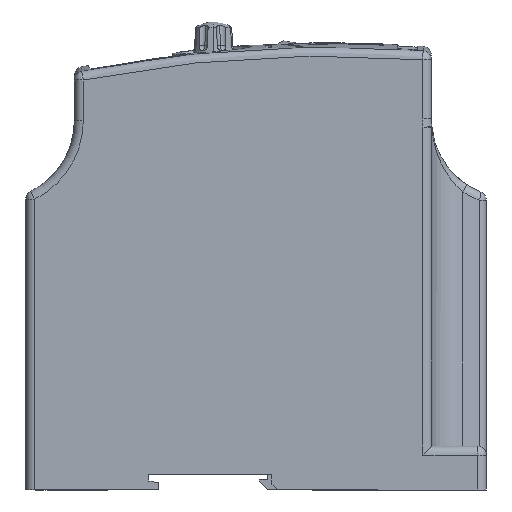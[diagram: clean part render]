
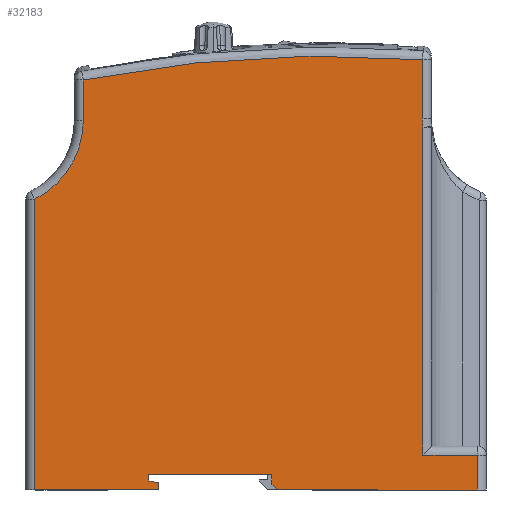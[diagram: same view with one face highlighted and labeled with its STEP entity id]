
A CAD part, left-side view. The second image highlights one B-rep face of the part: STEP entity #32183.
In plain terms, the highlighted planar face has unit normal (-1, 0, 0).
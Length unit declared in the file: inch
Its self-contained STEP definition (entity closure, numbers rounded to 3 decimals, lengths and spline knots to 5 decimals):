
#69 = CARTESIAN_POINT ( 'NONE',  ( -1.34, 2.5, 0.65815 ) ) ;
#259 = CARTESIAN_POINT ( 'NONE',  ( -1.34, -1.58278, -3.78851 ) ) ;
#403 = VERTEX_POINT ( 'NONE', #37544 ) ;
#579 = VECTOR ( 'NONE', #35452, 39.37008 ) ;
#656 = VERTEX_POINT ( 'NONE', #69 ) ;
#935 = DIRECTION ( 'NONE',  ( 0., 0., 1. ) ) ;
#2453 = CARTESIAN_POINT ( 'NONE',  ( -1.34, -1.23958, 2.28327 ) ) ;
#2608 = EDGE_CURVE ( 'NONE', #21808, #26737, #41231, .T. ) ;
#2674 = VERTEX_POINT ( 'NONE', #36765 ) ;
#2794 = ORIENTED_EDGE ( 'NONE', *, *, #37062, .F. ) ;
#3275 = B_SPLINE_CURVE_WITH_KNOTS ( 'NONE', 3,
 ( #23855, #2453, #6031, #31017, #9622, #34592 ),
 .UNSPECIFIED., .F., .F.,
 ( 4, 2, 4 ),
 ( 0.00254, 0.05138, 0.10022 ),
 .UNSPECIFIED. ) ;
#3523 = LINE ( 'NONE', #39435, #21382 ) ;
#3678 = LINE ( 'NONE', #17928, #40543 ) ;
#3776 = DIRECTION ( 'NONE',  ( 0., 0., 1. ) ) ;
#4655 = VECTOR ( 'NONE', #41488, 39.37008 ) ;
#5404 = CARTESIAN_POINT ( 'NONE',  ( -1.34, 1.21, -2.625 ) ) ;
#5816 = EDGE_CURVE ( 'NONE', #2674, #18565, #3275, .T. ) ;
#6031 = CARTESIAN_POINT ( 'NONE',  ( -1.34, -0.59864, 2.28869 ) ) ;
#6197 = DIRECTION ( 'NONE',  ( 0., 0., -1. ) ) ;
#6495 = ORIENTED_EDGE ( 'NONE', *, *, #32375, .T. ) ;
#6562 = AXIS2_PLACEMENT_3D ( 'NONE', #34341, #12929, #37895 ) ;
#6587 = CARTESIAN_POINT ( 'NONE',  ( -1.34, -2.5, -2.625 ) ) ;
#7195 = VERTEX_POINT ( 'NONE', #46007 ) ;
#7762 = LINE ( 'NONE', #38421, #26784 ) ;
#7863 = ORIENTED_EDGE ( 'NONE', *, *, #5816, .T. ) ;
#8006 = CARTESIAN_POINT ( 'NONE',  ( -1.34, 1.09724, -2.5449 ) ) ;
#8084 = CARTESIAN_POINT ( 'NONE',  ( -1.34, -2.5, -2.625 ) ) ;
#8646 = VECTOR ( 'NONE', #37139, 39.37008 ) ;
#9590 = ORIENTED_EDGE ( 'NONE', *, *, #22195, .T. ) ;
#9622 = CARTESIAN_POINT ( 'NONE',  ( -1.34, 1.32002, 2.13005 ) ) ;
#9726 = VERTEX_POINT ( 'NONE', #6587 ) ;
#9979 = VERTEX_POINT ( 'NONE', #8006 ) ;
#10446 = LINE ( 'NONE', #35215, #29477 ) ;
#10463 = CARTESIAN_POINT ( 'NONE',  ( -1.34, 1.95, -2.625 ) ) ;
#12149 = VERTEX_POINT ( 'NONE', #40164 ) ;
#12878 = LINE ( 'NONE', #41846, #38000 ) ;
#12929 = DIRECTION ( 'NONE',  ( 1., 0., 0. ) ) ;
#12995 = DIRECTION ( 'NONE',  ( 1., 0., 0. ) ) ;
#13147 = VECTOR ( 'NONE', #28765, 39.37008 ) ;
#14287 = ORIENTED_EDGE ( 'NONE', *, *, #31839, .T. ) ;
#14500 = DIRECTION ( 'NONE',  ( 0., 1., 0. ) ) ;
#14555 = EDGE_LOOP ( 'NONE', ( #19353, #29000, #2794, #6495, #14287, #22444, #27948, #15450, #7863, #17810, #37982, #32221, #26537, #19196, #33350, #43094, #9590 ) ) ;
#14570 = CARTESIAN_POINT ( 'NONE',  ( -1.34, 2.6, -2.625 ) ) ;
#14787 = EDGE_CURVE ( 'NONE', #9979, #27215, #12878, .T. ) ;
#14819 = EDGE_CURVE ( 'NONE', #18565, #42219, #27922, .T. ) ;
#15450 = ORIENTED_EDGE ( 'NONE', *, *, #43102, .T. ) ;
#15556 = EDGE_CURVE ( 'NONE', #27215, #39044, #41742, .T. ) ;
#15723 = CARTESIAN_POINT ( 'NONE',  ( -1.34, -1.88, -2.625 ) ) ;
#15871 = DIRECTION ( 'NONE',  ( 1., 0., 0. ) ) ;
#16491 = CARTESIAN_POINT ( 'NONE',  ( -1.34, -1.88456, 1.12931 ) ) ;
#17615 = AXIS2_PLACEMENT_3D ( 'NONE', #37298, #15871, #40886 ) ;
#17749 = VECTOR ( 'NONE', #6197, 39.37008 ) ;
#17750 = CIRCLE ( 'NONE', #22211, 0.99 ) ;
#17810 = ORIENTED_EDGE ( 'NONE', *, *, #14819, .T. ) ;
#17928 = CARTESIAN_POINT ( 'NONE',  ( -1.34, 1.09724, -2.625 ) ) ;
#18565 = VERTEX_POINT ( 'NONE', #19871 ) ;
#19196 = ORIENTED_EDGE ( 'NONE', *, *, #29848, .T. ) ;
#19353 = ORIENTED_EDGE ( 'NONE', *, *, #41982, .T. ) ;
#19871 = CARTESIAN_POINT ( 'NONE',  ( -1.34, 1.95, 2.00482 ) ) ;
#20905 = CARTESIAN_POINT ( 'NONE',  ( -1.34, 1.21, -2.52377 ) ) ;
#21204 = EDGE_CURVE ( 'NONE', #7195, #403, #21503, .T. ) ;
#21382 = VECTOR ( 'NONE', #14500, 39.37008 ) ;
#21503 = LINE ( 'NONE', #14570, #13147 ) ;
#21808 = VERTEX_POINT ( 'NONE', #35588 ) ;
#21839 = LINE ( 'NONE', #8084, #31355 ) ;
#22195 = EDGE_CURVE ( 'NONE', #39044, #42314, #41490, .T. ) ;
#22211 = AXIS2_PLACEMENT_3D ( 'NONE', #34391, #12995, #37960 ) ;
#22444 = ORIENTED_EDGE ( 'NONE', *, *, #33700, .T. ) ;
#22984 = VERTEX_POINT ( 'NONE', #28284 ) ;
#23855 = CARTESIAN_POINT ( 'NONE',  ( -1.34, -1.88, 2.23409 ) ) ;
#24120 = DIRECTION ( 'NONE',  ( 0., 0.983, 0.184 ) ) ;
#24989 = VECTOR ( 'NONE', #27298, 39.37008 ) ;
#26478 = CARTESIAN_POINT ( 'NONE',  ( -1.34, -0.18, -2.45 ) ) ;
#26537 = ORIENTED_EDGE ( 'NONE', *, *, #21204, .F. ) ;
#26737 = VERTEX_POINT ( 'NONE', #43453 ) ;
#26784 = VECTOR ( 'NONE', #30956, 39.37008 ) ;
#26813 = DIRECTION ( 'NONE',  ( 0., 0., 1. ) ) ;
#27215 = VERTEX_POINT ( 'NONE', #20905 ) ;
#27298 = DIRECTION ( 'NONE',  ( 0., 0., 1. ) ) ;
#27625 = LINE ( 'NONE', #15723, #8646 ) ;
#27922 = LINE ( 'NONE', #10463, #579 ) ;
#27948 = ORIENTED_EDGE ( 'NONE', *, *, #38879, .T. ) ;
#28284 = CARTESIAN_POINT ( 'NONE',  ( -1.34, -2.5, -2.23 ) ) ;
#28765 = DIRECTION ( 'NONE',  ( 0., 1., 0. ) ) ;
#28782 = DIRECTION ( 'NONE',  ( 0., -0.753, -0.658 ) ) ;
#29000 = ORIENTED_EDGE ( 'NONE', *, *, #2608, .T. ) ;
#29472 = CARTESIAN_POINT ( 'NONE',  ( -1.34, -1.88456, -2.23 ) ) ;
#29477 = VECTOR ( 'NONE', #38651, 39.37008 ) ;
#29848 = EDGE_CURVE ( 'NONE', #7195, #9979, #3678, .T. ) ;
#30956 = DIRECTION ( 'NONE',  ( 0., 1., 0. ) ) ;
#31017 = CARTESIAN_POINT ( 'NONE',  ( -1.34, 0.6843, 2.21189 ) ) ;
#31187 = CARTESIAN_POINT ( 'NONE',  ( -1.34, 2.5, -2.625 ) ) ;
#31355 = VECTOR ( 'NONE', #935, 39.37008 ) ;
#31760 = VECTOR ( 'NONE', #28782, 39.37008 ) ;
#31839 = EDGE_CURVE ( 'NONE', #22984, #32374, #3523, .T. ) ;
#32183 = ADVANCED_FACE ( 'NONE', ( #40877 ), #41329, .F. ) ;
#32221 = ORIENTED_EDGE ( 'NONE', *, *, #39793, .T. ) ;
#32259 = VECTOR ( 'NONE', #26813, 39.37008 ) ;
#32374 = VERTEX_POINT ( 'NONE', #29472 ) ;
#32375 = EDGE_CURVE ( 'NONE', #9726, #22984, #21839, .T. ) ;
#33225 = EDGE_CURVE ( 'NONE', #42219, #656, #17750, .T. ) ;
#33350 = ORIENTED_EDGE ( 'NONE', *, *, #14787, .T. ) ;
#33700 = EDGE_CURVE ( 'NONE', #32374, #45992, #34477, .T. ) ;
#34188 = CARTESIAN_POINT ( 'NONE',  ( -1.34, -2.6, -2.45 ) ) ;
#34341 = CARTESIAN_POINT ( 'NONE',  ( -1.34, -2.6, -2.625 ) ) ;
#34391 = CARTESIAN_POINT ( 'NONE',  ( -1.34, 2.94, 1.545 ) ) ;
#34477 = LINE ( 'NONE', #16491, #24989 ) ;
#34592 = CARTESIAN_POINT ( 'NONE',  ( -1.34, 1.95, 2.00482 ) ) ;
#35215 = CARTESIAN_POINT ( 'NONE',  ( -1.34, -0.18, -2.625 ) ) ;
#35452 = DIRECTION ( 'NONE',  ( 0., 0., -1. ) ) ;
#35588 = CARTESIAN_POINT ( 'NONE',  ( -1.34, -0.18, -2.5621 ) ) ;
#36765 = CARTESIAN_POINT ( 'NONE',  ( -1.34, -1.88, 2.23409 ) ) ;
#36769 = CARTESIAN_POINT ( 'NONE',  ( -1.34, 1.95, 1.545 ) ) ;
#37062 = EDGE_CURVE ( 'NONE', #9726, #26737, #7762, .T. ) ;
#37139 = DIRECTION ( 'NONE',  ( 0., 0., 1. ) ) ;
#37298 = CARTESIAN_POINT ( 'NONE',  ( -1.34, -2.87, 1.565 ) ) ;
#37544 = CARTESIAN_POINT ( 'NONE',  ( -1.34, 2.5, -2.625 ) ) ;
#37895 = DIRECTION ( 'NONE',  ( 0., 0., -1. ) ) ;
#37960 = DIRECTION ( 'NONE',  ( 0., 0., -1. ) ) ;
#37982 = ORIENTED_EDGE ( 'NONE', *, *, #33225, .T. ) ;
#38000 = VECTOR ( 'NONE', #24120, 39.37008 ) ;
#38421 = CARTESIAN_POINT ( 'NONE',  ( -1.34, 2.6, -2.625 ) ) ;
#38651 = DIRECTION ( 'NONE',  ( 0., 0., -1. ) ) ;
#38811 = CARTESIAN_POINT ( 'NONE',  ( -1.34, 1.21, -2.45 ) ) ;
#38879 = EDGE_CURVE ( 'NONE', #45992, #12149, #39121, .T. ) ;
#39044 = VERTEX_POINT ( 'NONE', #38811 ) ;
#39121 = CIRCLE ( 'NONE', #17615, 0.99 ) ;
#39435 = CARTESIAN_POINT ( 'NONE',  ( -1.34, -1.98102, -2.23 ) ) ;
#39793 = EDGE_CURVE ( 'NONE', #656, #403, #46261, .T. ) ;
#40164 = CARTESIAN_POINT ( 'NONE',  ( -1.34, -1.88, 1.565 ) ) ;
#40543 = VECTOR ( 'NONE', #3776, 39.37008 ) ;
#40877 = FACE_OUTER_BOUND ( 'NONE', #14555, .T. ) ;
#40886 = DIRECTION ( 'NONE',  ( 0., 0., -1. ) ) ;
#41231 = LINE ( 'NONE', #259, #31760 ) ;
#41329 = PLANE ( 'NONE',  #6562 ) ;
#41488 = DIRECTION ( 'NONE',  ( 0., -1., 0. ) ) ;
#41490 = LINE ( 'NONE', #34188, #4655 ) ;
#41742 = LINE ( 'NONE', #5404, #32259 ) ;
#41846 = CARTESIAN_POINT ( 'NONE',  ( -1.34, -2.48911, -3.21685 ) ) ;
#41982 = EDGE_CURVE ( 'NONE', #42314, #21808, #10446, .T. ) ;
#42181 = CARTESIAN_POINT ( 'NONE',  ( -1.34, -1.88456, 1.47013 ) ) ;
#42219 = VERTEX_POINT ( 'NONE', #36769 ) ;
#42314 = VERTEX_POINT ( 'NONE', #26478 ) ;
#43094 = ORIENTED_EDGE ( 'NONE', *, *, #15556, .T. ) ;
#43102 = EDGE_CURVE ( 'NONE', #12149, #2674, #27625, .T. ) ;
#43453 = CARTESIAN_POINT ( 'NONE',  ( -1.34, -0.25195, -2.625 ) ) ;
#45992 = VERTEX_POINT ( 'NONE', #42181 ) ;
#46007 = CARTESIAN_POINT ( 'NONE',  ( -1.34, 1.09724, -2.625 ) ) ;
#46261 = LINE ( 'NONE', #31187, #17749 ) ;
